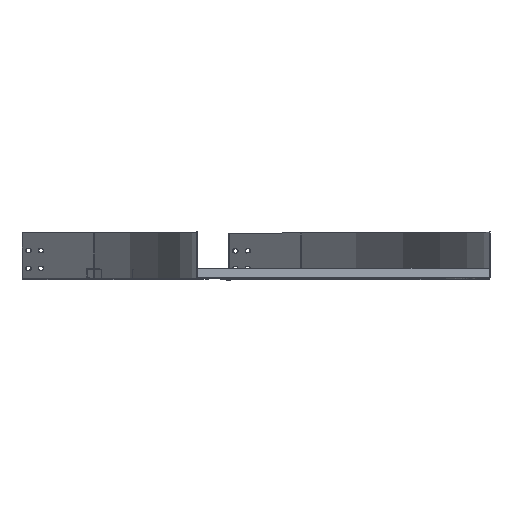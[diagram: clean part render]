
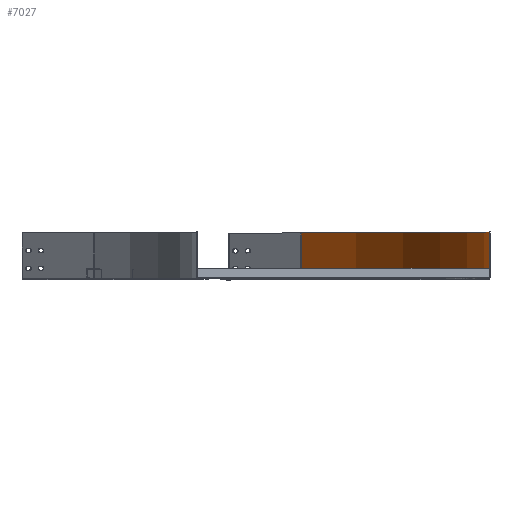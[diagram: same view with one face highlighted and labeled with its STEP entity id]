
A CAD part, top view. The second image highlights one B-rep face of the part: STEP entity #7027.
In plain terms, the highlighted cylindrical face has radius 1098.8 mm (diameter 2197.6 mm), a partial arc.
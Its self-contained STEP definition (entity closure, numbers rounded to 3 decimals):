
#1765 = EDGE_LOOP ( 'NONE', ( #2588, #2589, #2590, #2591 ) ) ;
#2588 = ORIENTED_EDGE ( 'NONE', *, *, #7299, .F. ) ;
#2589 = ORIENTED_EDGE ( 'NONE', *, *, #7300, .T. ) ;
#2590 = ORIENTED_EDGE ( 'NONE', *, *, #7301, .T. ) ;
#2591 = ORIENTED_EDGE ( 'NONE', *, *, #7302, .F. ) ;
#3983 = AXIS2_PLACEMENT_3D ( 'NONE', #5581, #5579, #5574 ) ;
#4864 = FACE_OUTER_BOUND ( 'NONE', #1765, .T. ) ;
#4868 = CYLINDRICAL_SURFACE ( 'NONE', #3983, 1098.8 ) ;
#5107 = LINE ( 'NONE', #6394, #5112 ) ;
#5110 = CIRCLE ( 'NONE', #6024, 1098.8 ) ;
#5111 = LINE ( 'NONE', #6399, #5115 ) ;
#5112 = VECTOR ( 'NONE', #6389, 1000. ) ;
#5114 = CIRCLE ( 'NONE', #6025, 1098.8 ) ;
#5115 = VECTOR ( 'NONE', #6398, 1000. ) ;
#5422 = CARTESIAN_POINT ( 'NONE',  ( 176.969, -41.13, -949.969 ) ) ;
#5423 = CARTESIAN_POINT ( 'NONE',  ( 176.969, 37.07, -949.969 ) ) ;
#5428 = CARTESIAN_POINT ( 'NONE',  ( 498.8, -41.13, -173. ) ) ;
#5429 = CARTESIAN_POINT ( 'NONE',  ( 498.8, 37.07, -173. ) ) ;
#5574 = DIRECTION ( 'NONE',  ( 0.707, 0., 0.707 ) ) ;
#5579 = DIRECTION ( 'NONE',  ( 0., -1., 0. ) ) ;
#5581 = CARTESIAN_POINT ( 'NONE',  ( -600., 0., -173. ) ) ;
#6024 = AXIS2_PLACEMENT_3D ( 'NONE', #6400, #6401, #6402 ) ;
#6025 = AXIS2_PLACEMENT_3D ( 'NONE', #6404, #6405, #6406 ) ;
#6389 = DIRECTION ( 'NONE',  ( 0., 1., 0. ) ) ;
#6394 = CARTESIAN_POINT ( 'NONE',  ( 176.969, -41.13, -949.969 ) ) ;
#6398 = DIRECTION ( 'NONE',  ( 0., 1., 0. ) ) ;
#6399 = CARTESIAN_POINT ( 'NONE',  ( 498.8, -41.13, -173. ) ) ;
#6400 = CARTESIAN_POINT ( 'NONE',  ( -600., -41.13, -173. ) ) ;
#6401 = DIRECTION ( 'NONE',  ( 0., -1., 0. ) ) ;
#6402 = DIRECTION ( 'NONE',  ( 0.707, 0., 0.707 ) ) ;
#6404 = CARTESIAN_POINT ( 'NONE',  ( -600., 37.07, -173. ) ) ;
#6405 = DIRECTION ( 'NONE',  ( 0., -1., 0. ) ) ;
#6406 = DIRECTION ( 'NONE',  ( 0.707, 0., 0.707 ) ) ;
#6921 = VERTEX_POINT ( 'NONE', #5422 ) ;
#6922 = VERTEX_POINT ( 'NONE', #5423 ) ;
#6927 = VERTEX_POINT ( 'NONE', #5428 ) ;
#6928 = VERTEX_POINT ( 'NONE', #5429 ) ;
#7027 = ADVANCED_FACE ( 'NONE', ( #4864 ), #4868, .F. ) ;
#7299 = EDGE_CURVE ( 'NONE', #6921, #6922, #5107, .T. ) ;
#7300 = EDGE_CURVE ( 'NONE', #6921, #6927, #5110, .T. ) ;
#7301 = EDGE_CURVE ( 'NONE', #6927, #6928, #5111, .T. ) ;
#7302 = EDGE_CURVE ( 'NONE', #6922, #6928, #5114, .T. ) ;
